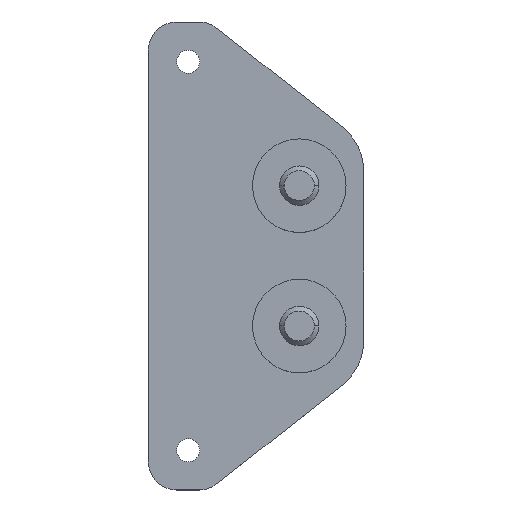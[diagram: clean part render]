
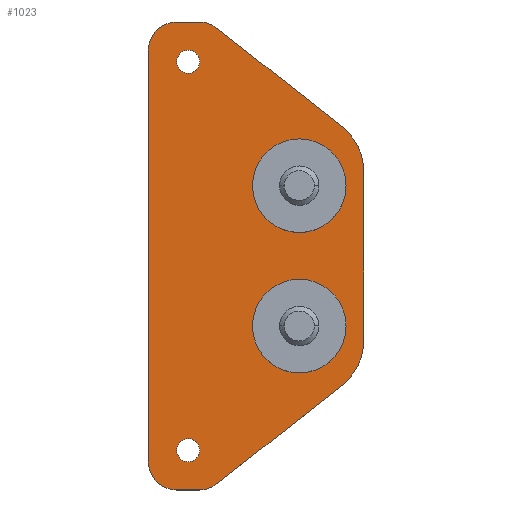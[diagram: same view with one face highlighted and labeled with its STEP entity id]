
A CAD part, top view. The second image highlights one B-rep face of the part: STEP entity #1023.
In plain terms, the highlighted planar face has unit normal (0, 0, 1).
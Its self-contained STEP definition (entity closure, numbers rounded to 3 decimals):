
#342=CARTESIAN_POINT('',(34.,-35.927,3.));
#343=DIRECTION('',(0.,0.,-1.));
#344=DIRECTION('',(1.,0.,0.));
#345=AXIS2_PLACEMENT_3D('',#342,#343,#344);
#350=DIRECTION('',(-0.785,-0.619,0.));
#351=VECTOR('',#350,34.11);
#352=CARTESIAN_POINT('',(41.426,-45.353,3.));
#353=LINE('',#352,#351);
#357=CARTESIAN_POINT('',(10.92,-61.75,3.));
#358=DIRECTION('',(0.,0.,-1.));
#359=DIRECTION('',(0.619,-0.785,0.));
#360=AXIS2_PLACEMENT_3D('',#357,#358,#359);
#365=CARTESIAN_POINT('',(6.,-61.75,3.));
#366=DIRECTION('',(0.,0.,-1.));
#367=DIRECTION('',(0.,-1.,0.));
#368=AXIS2_PLACEMENT_3D('',#365,#366,#367);
#373=CARTESIAN_POINT('',(6.,26.25,3.));
#374=DIRECTION('',(0.,0.,-1.));
#375=DIRECTION('',(-1.,0.,0.));
#376=AXIS2_PLACEMENT_3D('',#373,#374,#375);
#381=CARTESIAN_POINT('',(10.92,26.25,3.));
#382=DIRECTION('',(0.,0.,-1.));
#383=DIRECTION('',(0.,1.,0.));
#384=AXIS2_PLACEMENT_3D('',#381,#382,#383);
#389=DIRECTION('',(0.785,-0.619,0.));
#390=VECTOR('',#389,34.11);
#391=CARTESIAN_POINT('',(14.634,30.963,3.));
#392=LINE('',#391,#390);
#396=CARTESIAN_POINT('',(34.,0.427,3.));
#397=DIRECTION('',(0.,0.,-1.));
#398=DIRECTION('',(0.619,0.785,0.));
#399=AXIS2_PLACEMENT_3D('',#396,#397,#398);
#404=CARTESIAN_POINT('',(8.5,-59.25,3.));
#405=DIRECTION('',(0.,0.,1.));
#406=DIRECTION('',(1.,0.,0.));
#407=AXIS2_PLACEMENT_3D('',#404,#405,#406);
#412=CARTESIAN_POINT('',(8.5,-59.25,3.));
#413=DIRECTION('',(0.,0.,1.));
#414=DIRECTION('',(-1.,0.,0.));
#415=AXIS2_PLACEMENT_3D('',#412,#413,#414);
#420=CARTESIAN_POINT('',(8.5,23.75,3.));
#421=DIRECTION('',(0.,0.,1.));
#422=DIRECTION('',(1.,0.,0.));
#423=AXIS2_PLACEMENT_3D('',#420,#421,#422);
#428=CARTESIAN_POINT('',(8.5,23.75,3.));
#429=DIRECTION('',(0.,0.,1.));
#430=DIRECTION('',(-1.,0.,0.));
#431=AXIS2_PLACEMENT_3D('',#428,#429,#430);
#436=CARTESIAN_POINT('',(32.25,-2.75,3.));
#437=DIRECTION('',(0.,0.,1.));
#438=DIRECTION('',(1.,0.,0.));
#439=AXIS2_PLACEMENT_3D('',#436,#437,#438);
#444=CARTESIAN_POINT('',(32.25,-2.75,3.));
#445=DIRECTION('',(0.,0.,1.));
#446=DIRECTION('',(-1.,0.,0.));
#447=AXIS2_PLACEMENT_3D('',#444,#445,#446);
#452=CARTESIAN_POINT('',(32.25,-32.75,3.));
#453=DIRECTION('',(0.,0.,1.));
#454=DIRECTION('',(1.,0.,0.));
#455=AXIS2_PLACEMENT_3D('',#452,#453,#454);
#460=CARTESIAN_POINT('',(32.25,-32.75,3.));
#461=DIRECTION('',(0.,0.,1.));
#462=DIRECTION('',(-1.,0.,0.));
#463=AXIS2_PLACEMENT_3D('',#460,#461,#462);
#482=DIRECTION('',(1.,0.,0.));
#483=VECTOR('',#482,4.92);
#484=CARTESIAN_POINT('',(6.,-67.75,3.));
#485=LINE('',#484,#483);
#503=DIRECTION('',(0.,-1.,0.));
#504=VECTOR('',#503,88.);
#505=CARTESIAN_POINT('',(0.,26.25,3.));
#506=LINE('',#505,#504);
#524=DIRECTION('',(-1.,0.,0.));
#525=VECTOR('',#524,4.92);
#526=CARTESIAN_POINT('',(10.92,32.25,3.));
#527=LINE('',#526,#525);
#559=DIRECTION('',(0.,1.,0.));
#560=VECTOR('',#559,36.355);
#561=CARTESIAN_POINT('',(46.,-35.927,3.));
#562=LINE('',#561,#560);
#838=CARTESIAN_POINT('',(6.042,23.75,3.));
#839=VERTEX_POINT('',#838);
#840=CARTESIAN_POINT('',(10.959,23.75,3.));
#841=VERTEX_POINT('',#840);
#842=CARTESIAN_POINT('',(46.,-35.927,3.));
#843=CARTESIAN_POINT('',(41.426,-45.353,3.));
#844=VERTEX_POINT('',#842);
#845=VERTEX_POINT('',#843);
#846=CARTESIAN_POINT('',(14.634,-66.463,3.));
#847=VERTEX_POINT('',#846);
#848=CARTESIAN_POINT('',(10.92,-67.75,3.));
#849=VERTEX_POINT('',#848);
#850=CARTESIAN_POINT('',(6.,-67.75,3.));
#851=VERTEX_POINT('',#850);
#852=CARTESIAN_POINT('',(0.,-61.75,3.));
#853=VERTEX_POINT('',#852);
#854=CARTESIAN_POINT('',(0.,26.25,3.));
#855=VERTEX_POINT('',#854);
#856=CARTESIAN_POINT('',(6.,32.25,3.));
#857=VERTEX_POINT('',#856);
#858=CARTESIAN_POINT('',(10.92,32.25,3.));
#859=VERTEX_POINT('',#858);
#860=CARTESIAN_POINT('',(14.634,30.963,3.));
#861=VERTEX_POINT('',#860);
#862=CARTESIAN_POINT('',(41.426,9.853,3.));
#863=VERTEX_POINT('',#862);
#864=CARTESIAN_POINT('',(46.,0.427,3.));
#865=VERTEX_POINT('',#864);
#866=CARTESIAN_POINT('',(10.959,-59.25,3.));
#867=CARTESIAN_POINT('',(6.042,-59.25,3.));
#868=VERTEX_POINT('',#866);
#869=VERTEX_POINT('',#867);
#878=CARTESIAN_POINT('',(42.25,-2.75,3.));
#879=CARTESIAN_POINT('',(22.25,-2.75,3.));
#880=VERTEX_POINT('',#878);
#881=VERTEX_POINT('',#879);
#882=CARTESIAN_POINT('',(42.25,-32.75,3.));
#883=CARTESIAN_POINT('',(22.25,-32.75,3.));
#884=VERTEX_POINT('',#882);
#885=VERTEX_POINT('',#883);
#969=CARTESIAN_POINT('',(0.,0.,3.));
#970=DIRECTION('',(0.,0.,-1.));
#971=DIRECTION('',(-1.,0.,0.));
#972=AXIS2_PLACEMENT_3D('',#969,#970,#971);
#973=PLANE('',#972);
#974=ORIENTED_EDGE('',*,*,#959,.T.);
#976=ORIENTED_EDGE('',*,*,#975,.T.);
#978=ORIENTED_EDGE('',*,*,#977,.T.);
#980=ORIENTED_EDGE('',*,*,#979,.F.);
#982=ORIENTED_EDGE('',*,*,#981,.T.);
#984=ORIENTED_EDGE('',*,*,#983,.F.);
#986=ORIENTED_EDGE('',*,*,#985,.T.);
#988=ORIENTED_EDGE('',*,*,#987,.F.);
#990=ORIENTED_EDGE('',*,*,#989,.T.);
#992=ORIENTED_EDGE('',*,*,#991,.T.);
#994=ORIENTED_EDGE('',*,*,#993,.T.);
#996=ORIENTED_EDGE('',*,*,#995,.F.);
#997=EDGE_LOOP('',(#974,#976,#978,#980,#982,#984,#986,#988,#990,#992,#994,
#996));
#998=FACE_OUTER_BOUND('',#997,.F.);
#1000=ORIENTED_EDGE('',*,*,#999,.T.);
#1002=ORIENTED_EDGE('',*,*,#1001,.T.);
#1003=EDGE_LOOP('',(#1000,#1002));
#1004=FACE_BOUND('',#1003,.F.);
#1006=ORIENTED_EDGE('',*,*,#1005,.T.);
#1008=ORIENTED_EDGE('',*,*,#1007,.T.);
#1009=EDGE_LOOP('',(#1006,#1008));
#1010=FACE_BOUND('',#1009,.F.);
#1012=ORIENTED_EDGE('',*,*,#1011,.T.);
#1014=ORIENTED_EDGE('',*,*,#1013,.T.);
#1015=EDGE_LOOP('',(#1012,#1014));
#1016=FACE_BOUND('',#1015,.F.);
#1018=ORIENTED_EDGE('',*,*,#1017,.T.);
#1020=ORIENTED_EDGE('',*,*,#1019,.T.);
#1021=EDGE_LOOP('',(#1018,#1020));
#1022=FACE_BOUND('',#1021,.F.);
#346=CIRCLE('',#345,12.);
#361=CIRCLE('',#360,6.);
#369=CIRCLE('',#368,6.);
#377=CIRCLE('',#376,6.);
#385=CIRCLE('',#384,6.);
#400=CIRCLE('',#399,12.);
#408=CIRCLE('',#407,2.459);
#416=CIRCLE('',#415,2.459);
#424=CIRCLE('',#423,2.459);
#432=CIRCLE('',#431,2.459);
#440=CIRCLE('',#439,10.);
#448=CIRCLE('',#447,10.);
#456=CIRCLE('',#455,10.);
#464=CIRCLE('',#463,10.);
#959=EDGE_CURVE('',#844,#845,#346,.T.);
#975=EDGE_CURVE('',#845,#847,#353,.T.);
#977=EDGE_CURVE('',#847,#849,#361,.T.);
#979=EDGE_CURVE('',#851,#849,#485,.T.);
#981=EDGE_CURVE('',#851,#853,#369,.T.);
#983=EDGE_CURVE('',#855,#853,#506,.T.);
#985=EDGE_CURVE('',#855,#857,#377,.T.);
#987=EDGE_CURVE('',#859,#857,#527,.T.);
#989=EDGE_CURVE('',#859,#861,#385,.T.);
#991=EDGE_CURVE('',#861,#863,#392,.T.);
#993=EDGE_CURVE('',#863,#865,#400,.T.);
#995=EDGE_CURVE('',#844,#865,#562,.T.);
#999=EDGE_CURVE('',#868,#869,#408,.T.);
#1001=EDGE_CURVE('',#869,#868,#416,.T.);
#1005=EDGE_CURVE('',#841,#839,#424,.T.);
#1007=EDGE_CURVE('',#839,#841,#432,.T.);
#1011=EDGE_CURVE('',#880,#881,#440,.T.);
#1013=EDGE_CURVE('',#881,#880,#448,.T.);
#1017=EDGE_CURVE('',#884,#885,#456,.T.);
#1019=EDGE_CURVE('',#885,#884,#464,.T.);
#1023=ADVANCED_FACE('',(#998,#1004,#1010,#1016,#1022),#973,.F.);
